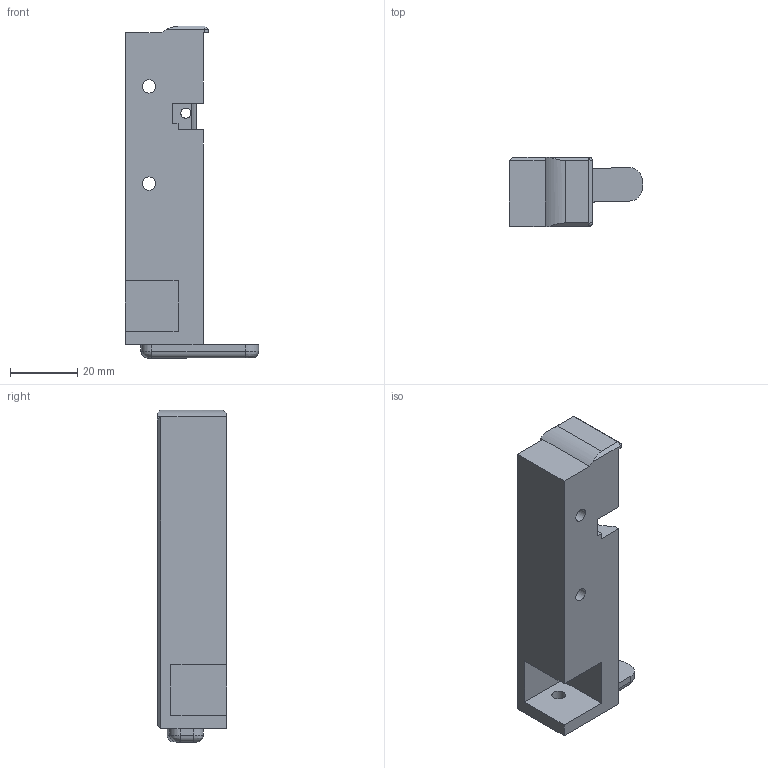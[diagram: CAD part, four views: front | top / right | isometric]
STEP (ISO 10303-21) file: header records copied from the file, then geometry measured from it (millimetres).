
FILE_DESCRIPTION(/* description */ (''),/* implementation_level */ '2;1');
FILE_NAME(/* name */ 'USBBatteryGuide.step',/* time_stamp */ '2023-07-15T18:07:23+01:00',/* author */ (''),/* organization */ (''),/* preprocessor_version */ 'ST-DEVELOPER v19.2',/* originating_system */ 'Autodesk Translation Framework v12.6.0.85',/* authorisation */ '');
FILE_SCHEMA (('AUTOMOTIVE_DESIGN { 1 0 10303 214 3 1 1 }'));
Length unit declared in the file: millimetre
Products named in the file (2): USBBatteryGuide; Clip
Assembly tree (1 placements, depth 2):
  USBBatteryGuide
    Clip
Bounding box: 39.72 x 20.6 x 99 mm (x, y, z)
Volume: 35198.6 mm3; surface area: 11707.9 mm2
Topology: 2 solids, 2 shells, 103 faces, 258 edges, 161 vertices
Faces by surface type: plane 54, cylinder 35, bspline 8, sphere 4, cone 2
Full cylindrical faces by diameter (mm): 3 x1, 4 x6, 5.4 x1, 7 x1
Entity records: 3163 total; most frequent: CARTESIAN_POINT 587, DIRECTION 543, ORIENTED_EDGE 512, EDGE_CURVE 256, AXIS2_PLACEMENT_3D 189, LINE 165, VECTOR 165, VERTEX_POINT 161
